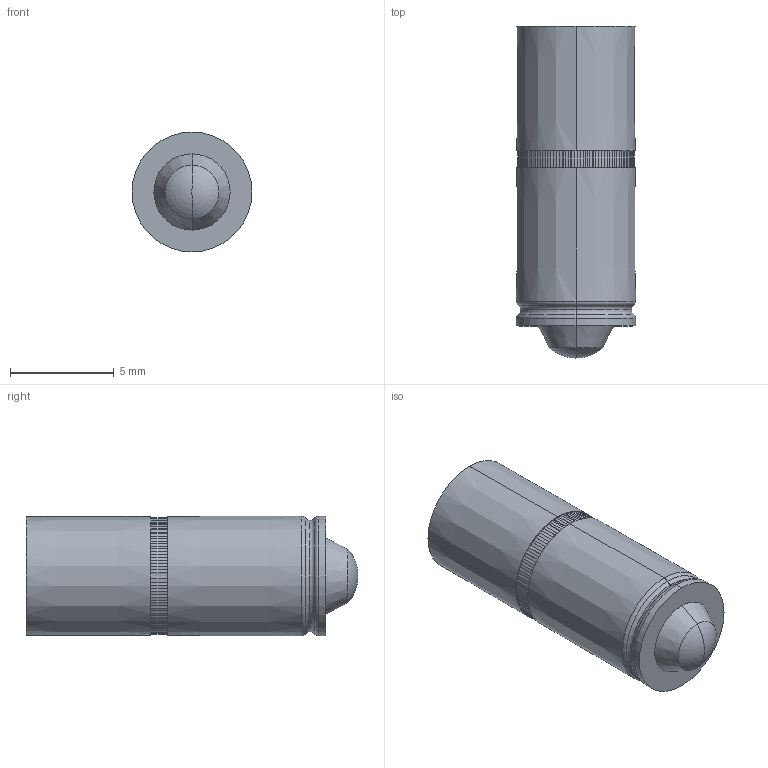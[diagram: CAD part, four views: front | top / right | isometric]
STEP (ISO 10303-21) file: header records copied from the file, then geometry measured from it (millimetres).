
FILE_DESCRIPTION (( 'STEP AP214' ), '1' );
FILE_NAME ('VC1512_Series.STEP', '2020-01-08T22:45:25', ( 'user' ), ( 'Microsoft' ), 'SwSTEP 2.0', 'SolidWorks 2018', '' );
FILE_SCHEMA (( 'AUTOMOTIVE_DESIGN' ));
Length unit declared in the file: inch
Products named in the file (1): VC1512_Series
Bounding box: 5.78 x 16.01 x 5.78 mm (x, y, z)
Volume: 333.5 mm3; surface area: 441.5 mm2
Topology: 59 solids, 59 shells, 390 faces, 908 edges, 636 vertices
Faces by surface type: cylinder 307, plane 63, torus 10, cone 8, sphere 2
Entity records: 17246 total; most frequent: DIRECTION 2216, CARTESIAN_POINT 1931, ORIENTED_EDGE 1808, AXIS2_PLACEMENT_3D 921, EDGE_CURVE 904, VERTEX_POINT 636, CIRCLE 530, DIMENSIONAL_EXPONENTS 451
